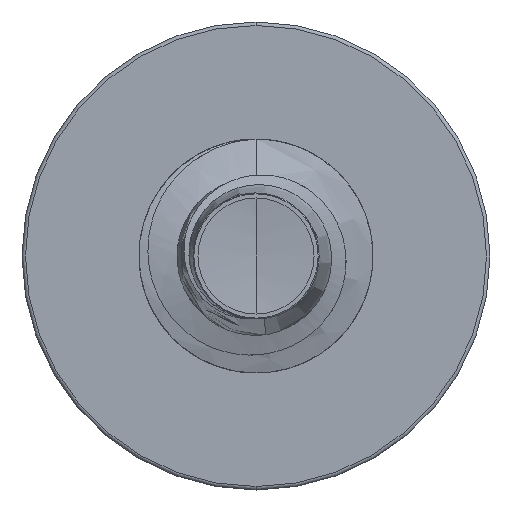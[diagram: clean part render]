
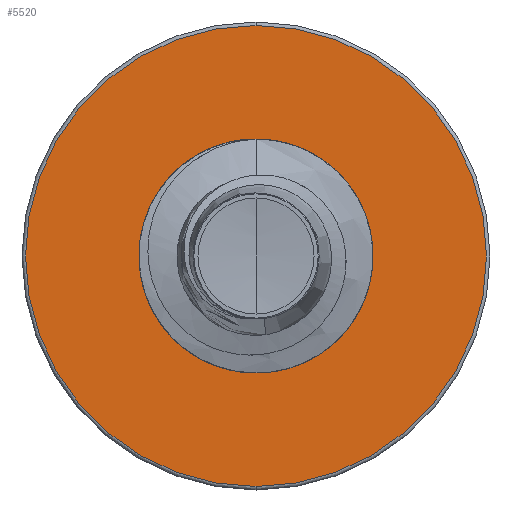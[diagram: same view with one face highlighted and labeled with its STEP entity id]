
A CAD part, front view. The second image highlights one B-rep face of the part: STEP entity #5520.
In plain terms, the highlighted planar face has unit normal (0, -1, 0).
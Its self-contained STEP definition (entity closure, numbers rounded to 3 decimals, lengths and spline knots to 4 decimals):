
#731 = CARTESIAN_POINT ( 'NONE',  ( 0., 25., 0. ) ) ;
#840 = ORIENTED_EDGE ( 'NONE', *, *, #23442, .F. ) ;
#1265 = CARTESIAN_POINT ( 'NONE',  ( 0., 25., -4.925 ) ) ;
#1329 = CARTESIAN_POINT ( 'NONE',  ( 0., 25., 4.925 ) ) ;
#3665 = DIRECTION ( 'NONE',  ( 0., 0., 1. ) ) ;
#5117 = AXIS2_PLACEMENT_3D ( 'NONE', #22612, #9363, #24511 ) ;
#5520 = ADVANCED_FACE ( 'NONE', ( #25084, #20040 ), #8130, .F. ) ;
#5632 = AXIS2_PLACEMENT_3D ( 'NONE', #731, #18768, #3665 ) ;
#6838 = VERTEX_POINT ( 'NONE', #1329 ) ;
#6966 = AXIS2_PLACEMENT_3D ( 'NONE', #8037, #7958, #7886 ) ;
#7886 = DIRECTION ( 'NONE',  ( 0., 0., 1. ) ) ;
#7958 = DIRECTION ( 'NONE',  ( 0., 1., 0. ) ) ;
#8037 = CARTESIAN_POINT ( 'NONE',  ( 0., 25., -2.4152 ) ) ;
#8130 = PLANE ( 'NONE',  #6966 ) ;
#8540 = ORIENTED_EDGE ( 'NONE', *, *, #24025, .F. ) ;
#8996 = VERTEX_POINT ( 'NONE', #1265 ) ;
#9039 = CARTESIAN_POINT ( 'NONE',  ( 0., 25., -2.4152 ) ) ;
#9363 = DIRECTION ( 'NONE',  ( 0., 1., 0. ) ) ;
#9543 = AXIS2_PLACEMENT_3D ( 'NONE', #27654, #15968, #29447 ) ;
#14342 = CARTESIAN_POINT ( 'NONE',  ( 0., 25., 0. ) ) ;
#15156 = ORIENTED_EDGE ( 'NONE', *, *, #24020, .T. ) ;
#15488 = VERTEX_POINT ( 'NONE', #9039 ) ;
#15968 = DIRECTION ( 'NONE',  ( 0., 1., 0. ) ) ;
#16653 = DIRECTION ( 'NONE',  ( 0., 0., 1. ) ) ;
#18647 = VERTEX_POINT ( 'NONE', #28036 ) ;
#18768 = DIRECTION ( 'NONE',  ( 0., 1., 0. ) ) ;
#19322 = CIRCLE ( 'NONE', #5632, 4.925 ) ;
#19396 = AXIS2_PLACEMENT_3D ( 'NONE', #14342, #28182, #16653 ) ;
#20040 = FACE_BOUND ( 'NONE', #21963, .T. ) ;
#20759 = EDGE_LOOP ( 'NONE', ( #840, #8540 ) ) ;
#20795 = EDGE_CURVE ( 'NONE', #15488, #18647, #27321, .T. ) ;
#21436 = CIRCLE ( 'NONE', #19396, 4.925 ) ;
#21963 = EDGE_LOOP ( 'NONE', ( #15156, #25629 ) ) ;
#22612 = CARTESIAN_POINT ( 'NONE',  ( 0., 25., 0. ) ) ;
#23442 = EDGE_CURVE ( 'NONE', #6838, #8996, #19322, .T. ) ;
#24020 = EDGE_CURVE ( 'NONE', #18647, #15488, #26410, .T. ) ;
#24025 = EDGE_CURVE ( 'NONE', #8996, #6838, #21436, .T. ) ;
#24511 = DIRECTION ( 'NONE',  ( 0., 0., 1. ) ) ;
#25084 = FACE_OUTER_BOUND ( 'NONE', #20759, .T. ) ;
#25629 = ORIENTED_EDGE ( 'NONE', *, *, #20795, .T. ) ;
#26410 = CIRCLE ( 'NONE', #5117, 2.4152 ) ;
#27321 = CIRCLE ( 'NONE', #9543, 2.4152 ) ;
#27654 = CARTESIAN_POINT ( 'NONE',  ( 0., 25., 0. ) ) ;
#28036 = CARTESIAN_POINT ( 'NONE',  ( 0., 25., 2.4152 ) ) ;
#28182 = DIRECTION ( 'NONE',  ( 0., 1., 0. ) ) ;
#29447 = DIRECTION ( 'NONE',  ( 0., 0., 1. ) ) ;
